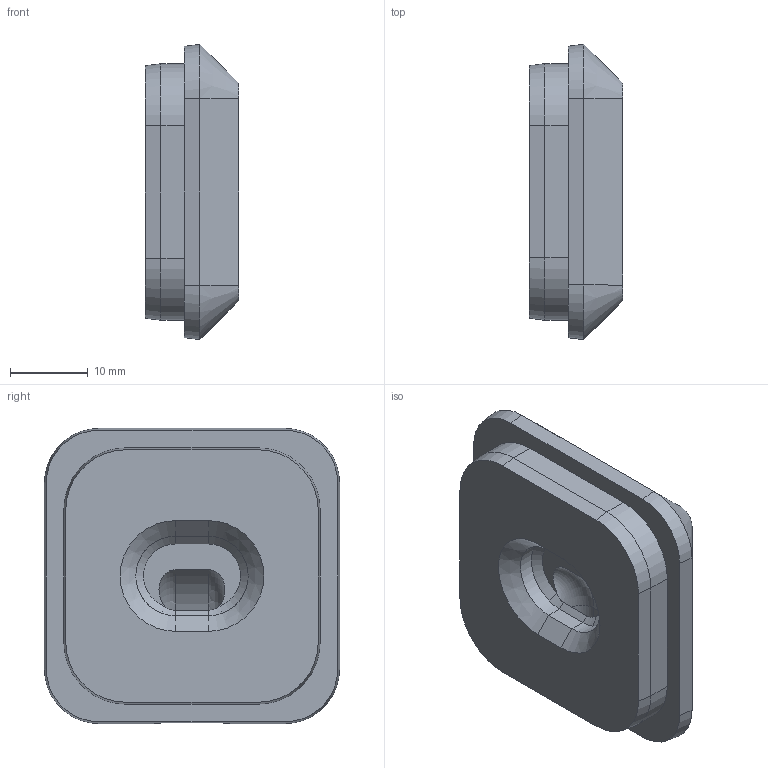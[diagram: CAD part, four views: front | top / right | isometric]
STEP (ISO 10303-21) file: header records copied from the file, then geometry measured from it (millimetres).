
FILE_DESCRIPTION(/* description */ (''),/* implementation_level */ '2;1');
FILE_NAME(/* name */ 'Connector v6.step',/* time_stamp */ '2023-07-13T08:41:07+12:00',/* author */ (''),/* organization */ (''),/* preprocessor_version */ 'ST-DEVELOPER v19.2',/* originating_system */ 'Autodesk Translation Framework v12.6.0.85',/* authorisation */ '');
FILE_SCHEMA (('AUTOMOTIVE_DESIGN { 1 0 10303 214 3 1 1 }'));
Length unit declared in the file: millimetre
Products named in the file (1): Connector
Bounding box: 12 x 38 x 38 mm (x, y, z)
Volume: 12044.6 mm3; surface area: 4273.8 mm2
Topology: 1 solids, 1 shells, 61 faces, 143 edges, 84 vertices
Faces by surface type: plane 29, cone 16, cylinder 10, bspline 4, torus 2
Entity records: 1897 total; most frequent: CARTESIAN_POINT 480, DIRECTION 287, ORIENTED_EDGE 286, EDGE_CURVE 143, AXIS2_PLACEMENT_3D 98, LINE 91, VECTOR 91, VERTEX_POINT 84
